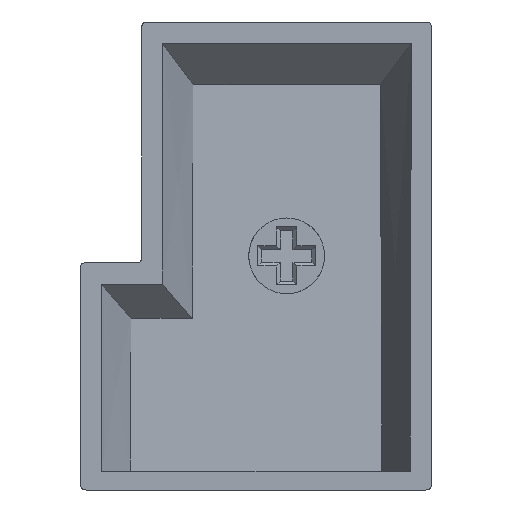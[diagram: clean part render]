
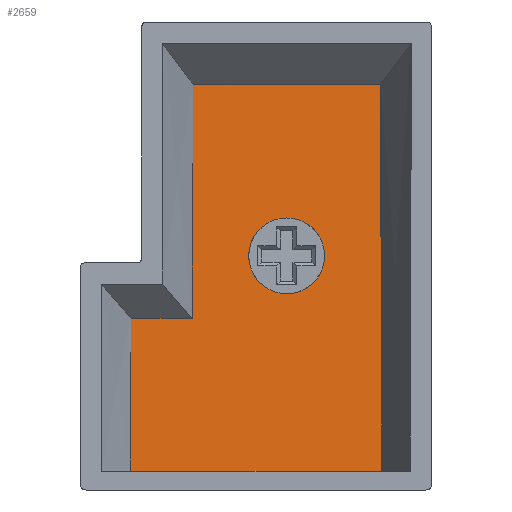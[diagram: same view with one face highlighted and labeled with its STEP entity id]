
A CAD part, front view. The second image highlights one B-rep face of the part: STEP entity #2659.
In plain terms, the highlighted planar face has unit normal (0, -0.998, 0.06).
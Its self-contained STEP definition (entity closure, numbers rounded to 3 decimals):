
#2626=EDGE_CURVE('',#2627,#2629,#2631,.F.);
#2627=VERTEX_POINT('',#2628);
#2628=CARTESIAN_POINT('',(19.017,4.588,-35.58));
#2629=VERTEX_POINT('',#2630);
#2630=CARTESIAN_POINT('',(-0.926,4.588,-35.58));
#2631=LINE('',#2632,#2633);
#2632=CARTESIAN_POINT('',(-4.86,4.588,-35.58));
#2633=VECTOR('',#2634,1.0);
#2634=DIRECTION('',(1.0,0.0,0.0));
#2659=ADVANCED_FACE('',(#2660,#2671),#2727,.F.);
#2660=FACE_BOUND('',#2661,.T.);
#2661=EDGE_LOOP('',(#2662));
#2662=ORIENTED_EDGE('',*,*,#2663,.T.);
#2663=EDGE_CURVE('',#2664,#2664,#2666,.F.);
#2664=VERTEX_POINT('',#2665);
#2665=CARTESIAN_POINT('',(11.475,5.439,-21.529));
#2666=ELLIPSE('',#2667,3.005,3.0);
#2667=AXIS2_PLACEMENT_3D('',#2668,#2669,#2670);
#2668=CARTESIAN_POINT('',(11.475,5.621,-18.529));
#2669=DIRECTION('',(0.0,-0.998,0.06));
#2670=DIRECTION('',(0.0,-0.06,-0.998));
#2671=FACE_BOUND('',#2672,.T.);
#2672=EDGE_LOOP('',(#2673,#2686,#2694,#2707,#2715,#2726));
#2673=ORIENTED_EDGE('',*,*,#2674,.T.);
#2674=EDGE_CURVE('',#2627,#2675,#2677,.F.);
#2675=VERTEX_POINT('',#2676);
#2676=CARTESIAN_POINT('',(18.904,6.443,-4.953));
#2677=B_SPLINE_CURVE_WITH_KNOTS('',3,(#2678,#2679,#2680,#2681,#2682,#2683,#2684,#2685),.UNSPECIFIED.,.F.,.U.,(4,2,2,4),(0.0,9.519,19.038,30.684),.UNSPECIFIED.);
#2678=CARTESIAN_POINT('',(18.904,6.443,-4.953));
#2679=CARTESIAN_POINT('',(18.914,6.251,-8.12));
#2680=CARTESIAN_POINT('',(18.924,6.06,-11.287));
#2681=CARTESIAN_POINT('',(18.945,5.676,-17.621));
#2682=CARTESIAN_POINT('',(18.956,5.484,-20.789));
#2683=CARTESIAN_POINT('',(18.983,5.057,-27.831));
#2684=CARTESIAN_POINT('',(18.999,4.823,-31.705));
#2685=CARTESIAN_POINT('',(19.017,4.588,-35.58));
#2686=ORIENTED_EDGE('',*,*,#2687,.T.);
#2687=EDGE_CURVE('',#2675,#2688,#2690,.T.);
#2688=VERTEX_POINT('',#2689);
#2689=CARTESIAN_POINT('',(4.046,6.443,-4.953));
#2690=LINE('',#2691,#2692);
#2691=CARTESIAN_POINT('',(-4.86,6.443,-4.953));
#2692=VECTOR('',#2693,1.0);
#2693=DIRECTION('',(-1.0,0.0,0.0));
#2694=ORIENTED_EDGE('',*,*,#2695,.T.);
#2695=EDGE_CURVE('',#2688,#2696,#2698,.T.);
#2696=VERTEX_POINT('',#2697);
#2697=CARTESIAN_POINT('',(3.989,5.322,-23.463));
#2698=B_SPLINE_CURVE_WITH_KNOTS('',3,(#2699,#2700,#2701,#2702,#2703,#2704,#2705,#2706),.UNSPECIFIED.,.F.,.U.,(4,2,2,4),(0.0,4.762,9.523,18.545),.UNSPECIFIED.);
#2699=CARTESIAN_POINT('',(4.046,6.443,-4.953));
#2700=CARTESIAN_POINT('',(4.042,6.347,-6.537));
#2701=CARTESIAN_POINT('',(4.037,6.251,-8.121));
#2702=CARTESIAN_POINT('',(4.028,6.059,-11.29));
#2703=CARTESIAN_POINT('',(4.023,5.963,-12.874));
#2704=CARTESIAN_POINT('',(4.009,5.686,-17.46));
#2705=CARTESIAN_POINT('',(3.999,5.504,-20.462));
#2706=CARTESIAN_POINT('',(3.989,5.322,-23.463));
#2707=ORIENTED_EDGE('',*,*,#2708,.T.);
#2708=EDGE_CURVE('',#2696,#2709,#2711,.T.);
#2709=VERTEX_POINT('',#2710);
#2710=CARTESIAN_POINT('',(-0.872,5.322,-23.463));
#2711=LINE('',#2712,#2713);
#2712=CARTESIAN_POINT('',(-4.86,5.322,-23.463));
#2713=VECTOR('',#2714,1.0);
#2714=DIRECTION('',(-1.0,0.0,0.0));
#2715=ORIENTED_EDGE('',*,*,#2716,.T.);
#2716=EDGE_CURVE('',#2709,#2629,#2717,.F.);
#2717=B_SPLINE_CURVE_WITH_KNOTS('',3,(#2718,#2719,#2720,#2721,#2722,#2723,#2724,#2725),.UNSPECIFIED.,.F.,.U.,(4,2,2,4),(0.0,4.171,8.155,12.139),.UNSPECIFIED.);
#2718=CARTESIAN_POINT('',(-0.926,4.588,-35.58));
#2719=CARTESIAN_POINT('',(-0.92,4.672,-34.192));
#2720=CARTESIAN_POINT('',(-0.913,4.756,-32.805));
#2721=CARTESIAN_POINT('',(-0.901,4.921,-30.091));
#2722=CARTESIAN_POINT('',(-0.895,5.001,-28.766));
#2723=CARTESIAN_POINT('',(-0.883,5.161,-26.115));
#2724=CARTESIAN_POINT('',(-0.878,5.242,-24.789));
#2725=CARTESIAN_POINT('',(-0.872,5.322,-23.463));
#2726=ORIENTED_EDGE('',*,*,#2626,.F.);
#2727=PLANE('',#2728);
#2728=AXIS2_PLACEMENT_3D('',#2729,#2730,#2731);
#2729=CARTESIAN_POINT('',(-4.86,6.719,-0.407));
#2730=DIRECTION('',(0.0,0.998,-0.06));
#2731=DIRECTION('',(0.0,0.06,0.998));
